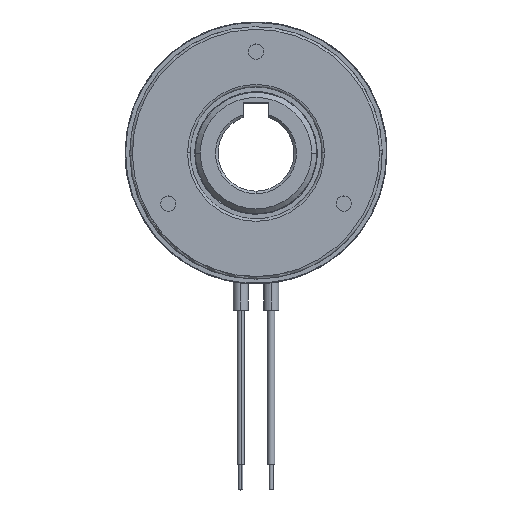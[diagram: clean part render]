
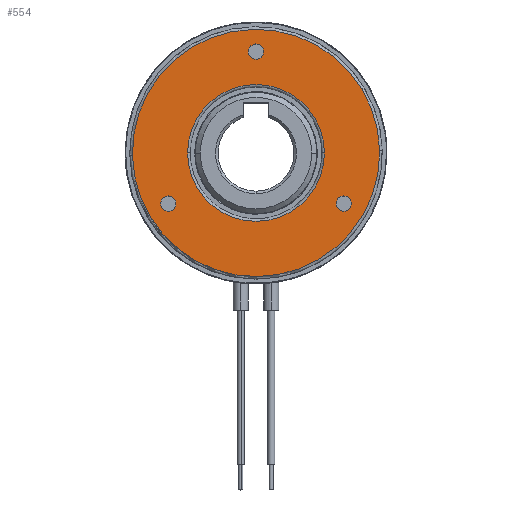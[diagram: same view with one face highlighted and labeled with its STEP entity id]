
A CAD part, top view. The second image highlights one B-rep face of the part: STEP entity #554.
In plain terms, the highlighted planar face has unit normal (0, 0, 1).
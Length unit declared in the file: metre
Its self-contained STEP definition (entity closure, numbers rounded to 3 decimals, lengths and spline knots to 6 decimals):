
#554=ADVANCED_FACE('62:2700',(#985,#986,#987,#988,#989),#990,.F.);
#985=FACE_OUTER_BOUND('',#1602,.T.);
#986=FACE_BOUND('',#1603,.T.);
#987=FACE_BOUND('',#1604,.T.);
#988=FACE_BOUND('',#1605,.T.);
#989=FACE_BOUND('',#1606,.T.);
#990=PLANE('',#1607);
#1602=EDGE_LOOP('',(#2846,#2847,#2848));
#1603=EDGE_LOOP('',(#2849,#2850));
#1604=EDGE_LOOP('',(#2851,#2852));
#1605=EDGE_LOOP('',(#2853,#2854));
#1606=EDGE_LOOP('',(#2855,#2856));
#1607=AXIS2_PLACEMENT_3D('',#2857,#2858,#2859);
#2846=ORIENTED_EDGE('',*,*,#4128,.T.);
#2847=ORIENTED_EDGE('',*,*,#4065,.T.);
#2848=ORIENTED_EDGE('',*,*,#4129,.T.);
#2849=ORIENTED_EDGE('',*,*,#4126,.T.);
#2850=ORIENTED_EDGE('',*,*,#4073,.T.);
#2851=ORIENTED_EDGE('',*,*,#4124,.T.);
#2852=ORIENTED_EDGE('',*,*,#4077,.T.);
#2853=ORIENTED_EDGE('',*,*,#4122,.T.);
#2854=ORIENTED_EDGE('',*,*,#4081,.T.);
#2855=ORIENTED_EDGE('',*,*,#4130,.T.);
#2856=ORIENTED_EDGE('',*,*,#4063,.T.);
#2857=CARTESIAN_POINT('',(0.0,0.013,0.0));
#2858=DIRECTION('',(0.0,0.0,-1.0));
#2859=DIRECTION('',(0.0,-1.0,0.0));
#4063=EDGE_CURVE('62:2808',#4792,#4795,#4797,.T.);
#4065=EDGE_CURVE('62:2805',#4801,#4798,#4802,.T.);
#4073=EDGE_CURVE('62:2799',#4811,#4815,#4817,.T.);
#4077=EDGE_CURVE('62:2793',#4819,#4823,#4825,.T.);
#4081=EDGE_CURVE('62:2787',#4827,#4831,#4833,.T.);
#4122=EDGE_CURVE('62:2787',#4831,#4827,#4897,.T.);
#4124=EDGE_CURVE('62:2793',#4823,#4819,#4899,.T.);
#4126=EDGE_CURVE('62:2799',#4815,#4811,#4901,.T.);
#4128=EDGE_CURVE('62:2805',#4903,#4801,#4904,.T.);
#4129=EDGE_CURVE('62:2805',#4798,#4903,#4905,.T.);
#4130=EDGE_CURVE('62:2808',#4795,#4792,#4906,.T.);
#4792=VERTEX_POINT('',#5915);
#4795=VERTEX_POINT('NONE',#5935);
#4797=CIRCLE('',#5937,0.0135);
#4798=VERTEX_POINT('',#5938);
#4801=VERTEX_POINT('',#5941);
#4802=CIRCLE('',#5942,0.0244);
#4811=VERTEX_POINT('',#5951);
#4815=VERTEX_POINT('NONE',#5956);
#4817=CIRCLE('',#5959,0.0015);
#4819=VERTEX_POINT('',#5961);
#4823=VERTEX_POINT('NONE',#5966);
#4825=CIRCLE('',#5969,0.0015);
#4827=VERTEX_POINT('',#5971);
#4831=VERTEX_POINT('NONE',#5976);
#4833=CIRCLE('',#5979,0.0015);
#4897=CIRCLE('',#6051,0.0015);
#4899=CIRCLE('',#6053,0.0015);
#4901=CIRCLE('',#6055,0.0015);
#4903=VERTEX_POINT('NONE',#6057);
#4904=CIRCLE('',#6058,0.0244);
#4905=CIRCLE('',#6059,0.0244);
#4906=CIRCLE('',#6060,0.0135);
#5915=CARTESIAN_POINT('',(0.0135,0.,0.0));
#5935=CARTESIAN_POINT('',(-0.0135,0.,0.0));
#5937=AXIS2_PLACEMENT_3D('',#7264,#7265,#7266);
#5938=CARTESIAN_POINT('',(-0.024394,-0.000539,0.0));
#5941=CARTESIAN_POINT('',(0.024394,0.000539,0.0));
#5942=AXIS2_PLACEMENT_3D('',#7270,#7271,#7272);
#5951=CARTESIAN_POINT('',(0.018637,-0.010719,0.0));
#5956=CARTESIAN_POINT('',(0.016004,-0.009281,0.));
#5959=AXIS2_PLACEMENT_3D('',#7290,#7291,#7292);
#5961=CARTESIAN_POINT('',(0.001316,0.019281,0.0));
#5966=CARTESIAN_POINT('',(-0.001316,0.020719,0.));
#5969=AXIS2_PLACEMENT_3D('',#7298,#7299,#7300);
#5971=CARTESIAN_POINT('',(-0.016004,-0.010719,0.0));
#5976=CARTESIAN_POINT('',(-0.018637,-0.009281,0.));
#5979=AXIS2_PLACEMENT_3D('',#7306,#7307,#7308);
#6051=AXIS2_PLACEMENT_3D('',#7413,#7414,#7415);
#6053=AXIS2_PLACEMENT_3D('',#7419,#7420,#7421);
#6055=AXIS2_PLACEMENT_3D('',#7425,#7426,#7427);
#6057=CARTESIAN_POINT('',(0.0244,0.,0.0));
#6058=AXIS2_PLACEMENT_3D('',#7431,#7432,#7433);
#6059=AXIS2_PLACEMENT_3D('',#7434,#7435,#7436);
#6060=AXIS2_PLACEMENT_3D('',#7437,#7438,#7439);
#7264=CARTESIAN_POINT('',(0.0,0.0,0.0));
#7265=DIRECTION('',(0.0,0.0,-1.0));
#7266=DIRECTION('',(1.0,0.0,0.0));
#7270=CARTESIAN_POINT('',(0.,0.,0.0));
#7271=DIRECTION('',(0.0,0.0,1.0));
#7272=DIRECTION('',(1.0,0.0,0.0));
#7290=CARTESIAN_POINT('',(0.017321,-0.01,0.0));
#7291=DIRECTION('',(0.0,0.0,-1.0));
#7292=DIRECTION('',(1.0,0.0,0.0));
#7298=CARTESIAN_POINT('',(0.0,0.02,0.0));
#7299=DIRECTION('',(0.0,0.0,-1.0));
#7300=DIRECTION('',(1.0,0.0,0.0));
#7306=CARTESIAN_POINT('',(-0.017321,-0.01,0.0));
#7307=DIRECTION('',(0.0,0.0,-1.0));
#7308=DIRECTION('',(1.0,0.0,0.0));
#7413=CARTESIAN_POINT('',(-0.017321,-0.01,0.0));
#7414=DIRECTION('',(0.0,0.0,-1.0));
#7415=DIRECTION('',(1.0,0.0,0.0));
#7419=CARTESIAN_POINT('',(0.0,0.02,0.0));
#7420=DIRECTION('',(0.0,0.0,-1.0));
#7421=DIRECTION('',(1.0,0.0,0.0));
#7425=CARTESIAN_POINT('',(0.017321,-0.01,0.0));
#7426=DIRECTION('',(0.0,0.0,-1.0));
#7427=DIRECTION('',(1.0,0.0,0.0));
#7431=CARTESIAN_POINT('',(0.,0.,0.0));
#7432=DIRECTION('',(0.0,0.0,1.0));
#7433=DIRECTION('',(1.0,0.0,0.0));
#7434=CARTESIAN_POINT('',(0.,0.,0.0));
#7435=DIRECTION('',(0.0,0.0,1.0));
#7436=DIRECTION('',(1.0,0.0,0.0));
#7437=CARTESIAN_POINT('',(0.0,0.0,0.0));
#7438=DIRECTION('',(0.0,0.0,-1.0));
#7439=DIRECTION('',(1.0,0.0,0.0));
